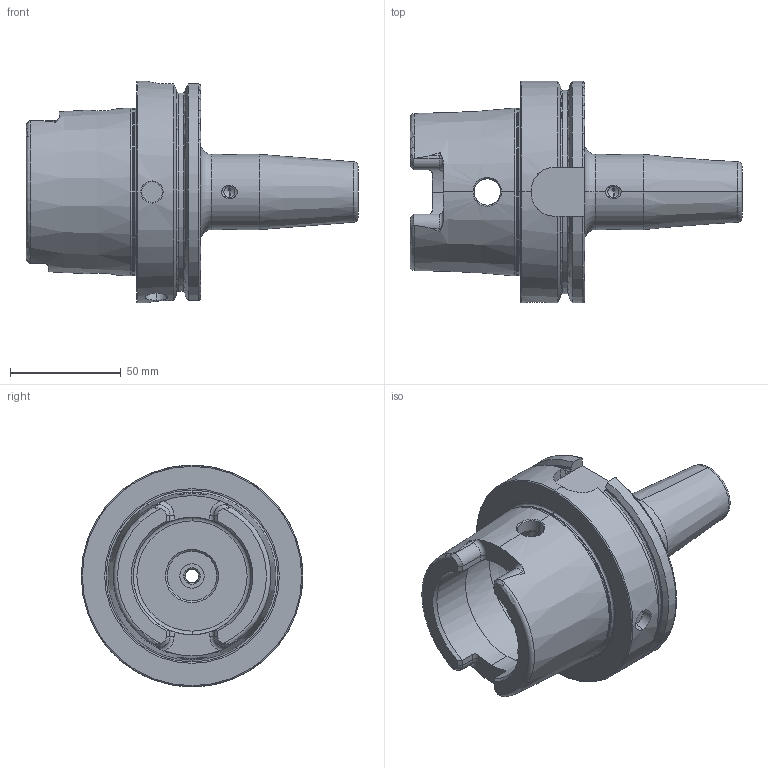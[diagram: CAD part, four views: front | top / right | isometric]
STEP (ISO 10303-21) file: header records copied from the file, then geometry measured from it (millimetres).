
FILE_DESCRIPTION (( 'STEP AP203' ), '1' );
FILE_NAME ('HA0.S16.K29.100.STEP', '2018-08-27T06:44:00', ( 'SWIAdmin' ), ( 'Hewlett-Packard Company' ), 'SwSTEP 2.0', 'SolidWorks 2017', '' );
FILE_SCHEMA (( 'CONFIG_CONTROL_DESIGN' ));
Length unit declared in the file: millimetre
Products named in the file (3): HA0-S16.K29.100_A_Fertigbearbeitung; ERU-AN5.K01.020_A; HA0.S16.K29.100
Assembly tree (2 placements, depth 2):
  HA0.S16.K29.100
    HA0-S16.K29.100_A_Fertigbearbeitung
    ERU-AN5.K01.020_A
Bounding box: 149.9 x 100 x 100 mm (x, y, z)
Volume: 298749.9 mm3; surface area: 61274.6 mm2
Topology: 2 solids, 2 shells, 244 faces, 614 edges, 371 vertices
Faces by surface type: plane 76, cylinder 68, cone 55, torus 41, bspline 4
Entity records: 9127 total; most frequent: CARTESIAN_POINT 3140, ORIENTED_EDGE 1212, DIRECTION 1186, EDGE_CURVE 606, AXIS2_PLACEMENT_3D 475, VERTEX_POINT 371, EDGE_LOOP 257, ADVANCED_FACE 244
